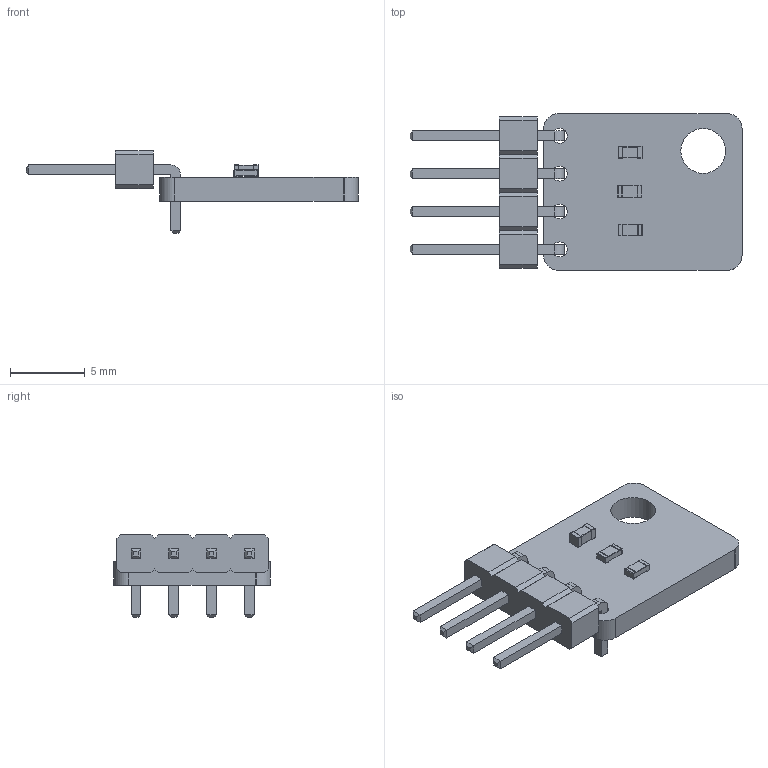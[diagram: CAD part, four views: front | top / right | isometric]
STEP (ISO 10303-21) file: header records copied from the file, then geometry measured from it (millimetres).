
FILE_DESCRIPTION(('KiCad electronic assembly'),'2;1');
FILE_NAME('SHTxx.step','2025-04-15T17:12:57',('Pcbnew'),('Kicad'), 'Open CASCADE STEP processor 7.8','KiCad to STEP converter','Unknown' );
FILE_SCHEMA(('AUTOMOTIVE_DESIGN { 1 0 10303 214 1 1 1 1 }'));
Length unit declared in the file: millimetre
Products named in the file (8): SHTxx 1; R_0603_1608Metric; C_0603_1608Metric; PinHeader_1x04_P2.54mm_Horizontal; PinHeader_1x04_P254mm_Horizontal; SHTxx_PCB
Assembly tree (8 placements, depth 3):
  SHTxx 1
    R_0603_1608Metric  x2
      R_0603_1608Metric
    C_0603_1608Metric
      C_0603_1608Metric
    PinHeader_1x04_P2.54mm_Horizontal
      PinHeader_1x04_P254mm_Horizontal
    SHTxx_PCB
Bounding box: 22.27 x 10.5 x 5.54 mm (x, y, z)
Volume: 290.8 mm3; surface area: 615.1 mm2
Topology: 5 solids, 5 shells, 211 faces, 533 edges, 342 vertices
Faces by surface type: plane 170, cylinder 41
Full cylindrical faces by diameter (mm): 1 x4, 3 x1
Entity records: 6775 total; most frequent: CARTESIAN_POINT 957, ORIENTED_EDGE 930, DIRECTION 919, EDGE_CURVE 465, LINE 399, VECTOR 399, VERTEX_POINT 298, AXIS2_PLACEMENT_3D 260
